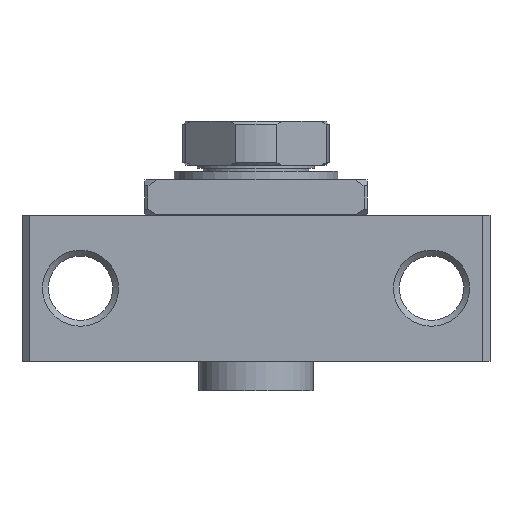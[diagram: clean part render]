
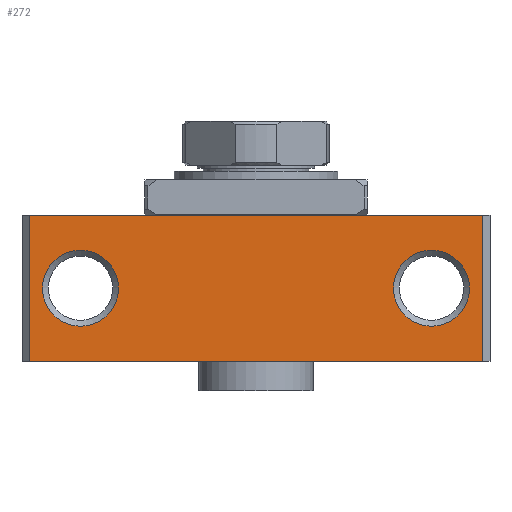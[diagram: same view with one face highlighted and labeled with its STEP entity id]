
A CAD part, front view. The second image highlights one B-rep face of the part: STEP entity #272.
In plain terms, the highlighted planar face has unit normal (0, -1, 0).
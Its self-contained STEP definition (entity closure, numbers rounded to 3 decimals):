
#272 = ADVANCED_FACE( '', ( #553, #554, #555 ), #556, .T. );
#553 = FACE_BOUND( '', #886, .T. );
#554 = FACE_BOUND( '', #887, .T. );
#555 = FACE_OUTER_BOUND( '', #888, .T. );
#556 = PLANE( '', #889 );
#886 = EDGE_LOOP( '', ( #1717 ) );
#887 = EDGE_LOOP( '', ( #1718 ) );
#888 = EDGE_LOOP( '', ( #1719, #1720, #1721, #1722 ) );
#889 = AXIS2_PLACEMENT_3D( '', #1723, #1724, #1725 );
#1717 = ORIENTED_EDGE( '', *, *, #2184, .F. );
#1718 = ORIENTED_EDGE( '', *, *, #2188, .F. );
#1719 = ORIENTED_EDGE( '', *, *, #2211, .F. );
#1720 = ORIENTED_EDGE( '', *, *, #2222, .F. );
#1721 = ORIENTED_EDGE( '', *, *, #2200, .T. );
#1722 = ORIENTED_EDGE( '', *, *, #2223, .T. );
#1723 = CARTESIAN_POINT( '', ( -38.77, -30., -25. ) );
#1724 = DIRECTION( '', ( 0., -1., 0. ) );
#1725 = DIRECTION( '', ( 0., 0., -1. ) );
#2184 = EDGE_CURVE( '', #2653, #2653, #2654, .T. );
#2188 = EDGE_CURVE( '', #2661, #2661, #2662, .T. );
#2200 = EDGE_CURVE( '', #2684, #2682, #2685, .T. );
#2211 = EDGE_CURVE( '', #2700, #2702, #2703, .T. );
#2222 = EDGE_CURVE( '', #2684, #2700, #2718, .T. );
#2223 = EDGE_CURVE( '', #2682, #2702, #2719, .T. );
#2653 = VERTEX_POINT( '', #3372 );
#2654 = CIRCLE( '', #3373, 6.5 );
#2661 = VERTEX_POINT( '', #3380 );
#2662 = CIRCLE( '', #3381, 6.5 );
#2682 = VERTEX_POINT( '', #3408 );
#2684 = VERTEX_POINT( '', #3411 );
#2685 = LINE( '', #3412, #3413 );
#2700 = VERTEX_POINT( '', #3434 );
#2702 = VERTEX_POINT( '', #3437 );
#2703 = LINE( '', #3438, #3439 );
#2718 = LINE( '', #3463, #3464 );
#2719 = LINE( '', #3465, #3466 );
#3372 = CARTESIAN_POINT( '', ( 30., -30., -19. ) );
#3373 = AXIS2_PLACEMENT_3D( '', #3903, #3904, #3905 );
#3380 = CARTESIAN_POINT( '', ( -30., -30., -19. ) );
#3381 = AXIS2_PLACEMENT_3D( '', #3915, #3916, #3917 );
#3408 = CARTESIAN_POINT( '', ( 38.77, -30., -25. ) );
#3411 = CARTESIAN_POINT( '', ( -38.77, -30., -25. ) );
#3412 = CARTESIAN_POINT( '', ( -38.77, -30., -25. ) );
#3413 = VECTOR( '', #3935, 1000. );
#3434 = CARTESIAN_POINT( '', ( -38.77, -30., 0. ) );
#3437 = CARTESIAN_POINT( '', ( 38.77, -30., 0. ) );
#3438 = CARTESIAN_POINT( '', ( -38.77, -30., 0. ) );
#3439 = VECTOR( '', #3952, 1000. );
#3463 = CARTESIAN_POINT( '', ( -38.77, -30., -25. ) );
#3464 = VECTOR( '', #3965, 1000. );
#3465 = CARTESIAN_POINT( '', ( 38.77, -30., -25. ) );
#3466 = VECTOR( '', #3966, 1000. );
#3903 = CARTESIAN_POINT( '', ( 30., -30., -12.5 ) );
#3904 = DIRECTION( '', ( 0., -1., 0. ) );
#3905 = DIRECTION( '', ( 0., 0., -1. ) );
#3915 = CARTESIAN_POINT( '', ( -30., -30., -12.5 ) );
#3916 = DIRECTION( '', ( 0., -1., 0. ) );
#3917 = DIRECTION( '', ( 0., 0., -1. ) );
#3935 = DIRECTION( '', ( 1., 0., 0. ) );
#3952 = DIRECTION( '', ( 1., 0., 0. ) );
#3965 = DIRECTION( '', ( 0., 0., 1. ) );
#3966 = DIRECTION( '', ( 0., 0., 1. ) );
